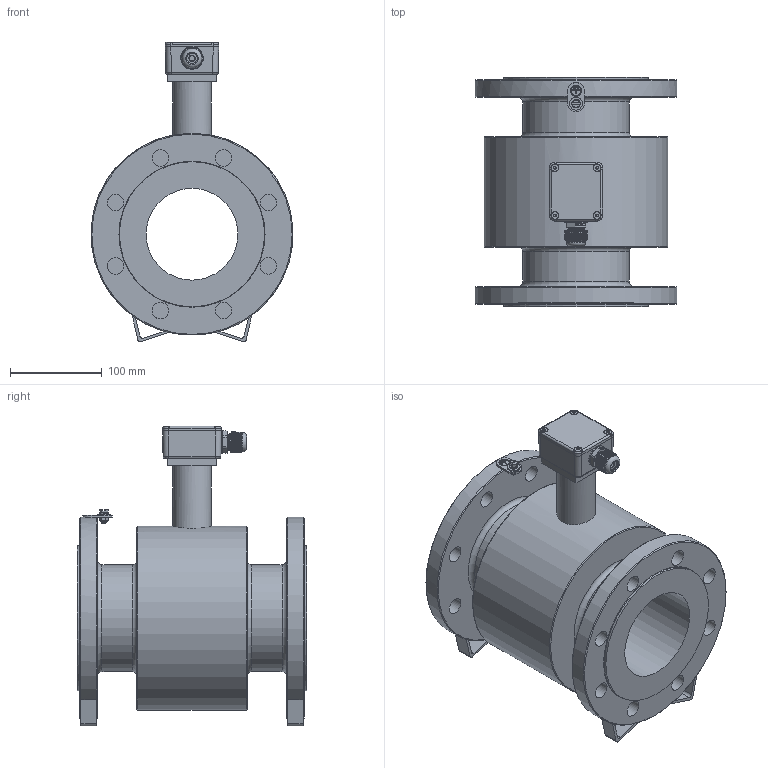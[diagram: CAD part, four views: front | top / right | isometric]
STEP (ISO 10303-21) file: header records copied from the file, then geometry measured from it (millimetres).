
FILE_DESCRIPTION(/* description */ (''),/* implementation_level */ '2;1');
FILE_NAME(/* name */ 'Flowmeter DN100 PN16 Separate.step',/* time_stamp */ '2023-10-05T17:25:57+03:00',/* author */ (''),/* organization */ (''),/* preprocessor_version */ 'ST-DEVELOPER v20',/* originating_system */ 'Autodesk Translation Framework v12.14.0.127',/* authorisation */ '');
FILE_SCHEMA (('AUTOMOTIVE_DESIGN { 1 0 10303 214 3 1 1 }'));
Length unit declared in the file: millimetre
Products named in the file (4): (Unsaved); Flowmeter v11; B_Separate_version; box
Assembly tree (3 placements, depth 4):
  (Unsaved)
    Flowmeter v11
      B_Separate_version
        box
Bounding box: 219.77 x 250 x 326 mm (x, y, z)
Volume: 4472319.6 mm3; surface area: 417222 mm2
Topology: 2 solids, 2 shells, 1446 faces, 3380 edges, 1959 vertices
Faces by surface type: plane 447, cylinder 433, bspline 250, sphere 156, torus 102, cone 58
Full cylindrical faces by diameter (mm): 3.332 x2, 3.961 x9, 4.234 x4, 4.5 x2, 5 x7, 5.5 x1, 6 x1, 7 x4, 8 x4, 10.394 x1, 10.9 x1, 11.3 x1, 12.394 x1, 13 x1, 14 x1, 15 x1, 17 x2, 18 x16, 21 x1, 24.5 x1, 42 x2, 100 x1, 116 x2, 158 x2, 200 x1
Entity records: 72789 total; most frequent: CARTESIAN_POINT 39489, DIRECTION 6807, ORIENTED_EDGE 6762, EDGE_CURVE 3381, AXIS2_PLACEMENT_3D 2704, VERTEX_POINT 1959, EDGE_LOOP 1526, FACE_OUTER_BOUND 1446
